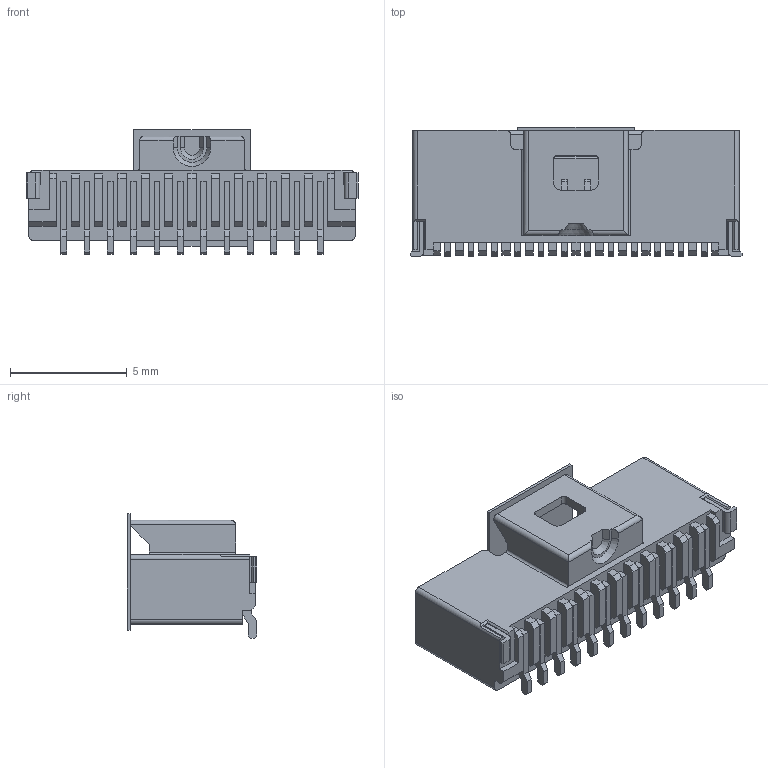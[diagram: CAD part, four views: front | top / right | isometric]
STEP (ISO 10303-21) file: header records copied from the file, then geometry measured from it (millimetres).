
FILE_DESCRIPTION( ( 'STEP AP203' ), '1' );
FILE_NAME( '5013311207.stp', '2020-05-28T08:55:56', ( 'License CC BY-ND 4.0' ), ( 'CADENAS' ), ' ', 'PARTsolutions', ' ' );
FILE_SCHEMA( ( 'CONFIG_CONTROL_DESIGN' ) );
Length unit declared in the file: millimetre
Products named in the file (3): 5013311207; 1
Assembly tree (2 placements, depth 2):
  5013311207
    1
    1
Bounding box: 14.24 x 5.54 x 5.35 mm (x, y, z)
Volume: 112.4 mm3; surface area: 566.7 mm2
Topology: 2 solids, 2 shells, 474 faces, 1285 edges, 850 vertices
Faces by surface type: plane 423, cylinder 45, cone 6
Entity records: 14810 total; most frequent: CARTESIAN_POINT 2661, ORIENTED_EDGE 2570, DIRECTION 2325, EDGE_CURVE 1285, LINE 1187, VECTOR 1187, VERTEX_POINT 850, AXIS2_PLACEMENT_3D 569
